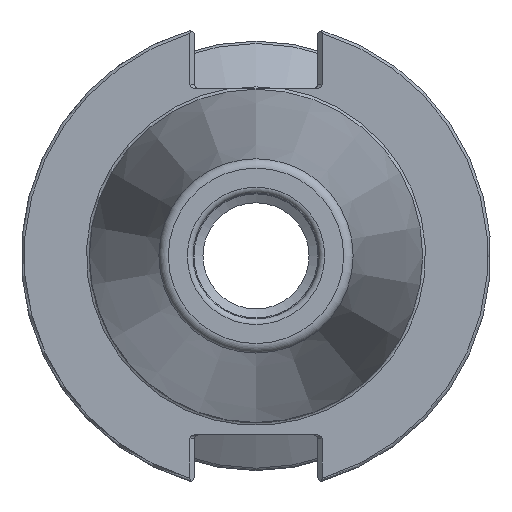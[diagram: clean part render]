
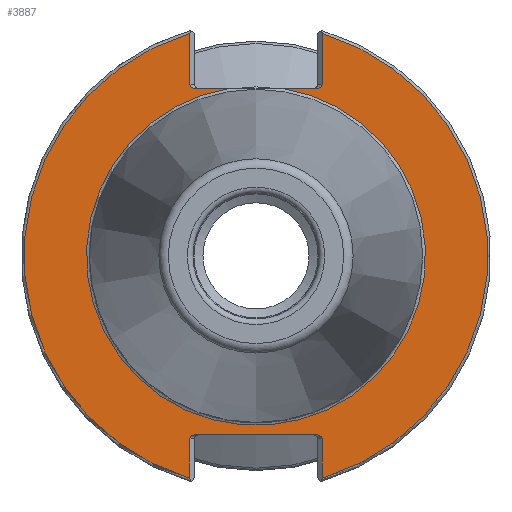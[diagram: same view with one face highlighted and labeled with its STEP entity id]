
A CAD part, left-side view. The second image highlights one B-rep face of the part: STEP entity #3887.
In plain terms, the highlighted planar face has unit normal (-1, 0, 0).
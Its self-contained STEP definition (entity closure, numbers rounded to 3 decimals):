
#9 = LINE ( 'NONE', #3519, #408 ) ;
#35 = VERTEX_POINT ( 'NONE', #2427 ) ;
#66 = ORIENTED_EDGE ( 'NONE', *, *, #1081, .T. ) ;
#126 = EDGE_CURVE ( 'NONE', #2433, #1940, #2568, .T. ) ;
#170 = EDGE_CURVE ( 'NONE', #1940, #3947, #232, .T. ) ;
#178 = VERTEX_POINT ( 'NONE', #1789 ) ;
#232 =( BOUNDED_CURVE ( )  B_SPLINE_CURVE ( 3, ( #1146, #2364, #1431, #1529 ),
 .UNSPECIFIED., .F., .T. ) 
 B_SPLINE_CURVE_WITH_KNOTS ( ( 4, 4 ),
 ( 4.712, 6.283 ),
 .UNSPECIFIED. ) 
 CURVE ( )  GEOMETRIC_REPRESENTATION_ITEM ( )  RATIONAL_B_SPLINE_CURVE ( ( 1., 0.805, 0.805, 1. ) ) 
 REPRESENTATION_ITEM ( '' )  );
#254 = VECTOR ( 'NONE', #3315, 1000. ) ;
#272 = DIRECTION ( 'NONE',  ( 0., 0., -1. ) ) ;
#327 = CARTESIAN_POINT ( 'NONE',  ( 3.175, 13.85, 35.9 ) ) ;
#349 = LINE ( 'NONE', #3621, #254 ) ;
#407 =( BOUNDED_CURVE ( )  B_SPLINE_CURVE ( 3, ( #1716, #3611, #2683, #3942 ),
 .UNSPECIFIED., .F., .T. ) 
 B_SPLINE_CURVE_WITH_KNOTS ( ( 4, 4 ),
 ( 3.142, 4.712 ),
 .UNSPECIFIED. ) 
 CURVE ( )  GEOMETRIC_REPRESENTATION_ITEM ( )  RATIONAL_B_SPLINE_CURVE ( ( 1., 0.805, 0.805, 1. ) ) 
 REPRESENTATION_ITEM ( '' )  );
#408 = VECTOR ( 'NONE', #3240, 1000. ) ;
#423 = CARTESIAN_POINT ( 'NONE',  ( 3.175, -13.85, -38.3 ) ) ;
#440 = CARTESIAN_POINT ( 'NONE',  ( 3.175, 13.381, -37.5 ) ) ;
#451 = CARTESIAN_POINT ( 'NONE',  ( 3.175, 13.85, -46.598 ) ) ;
#590 = VERTEX_POINT ( 'NONE', #1814 ) ;
#608 = VERTEX_POINT ( 'NONE', #2103 ) ;
#637 = CARTESIAN_POINT ( 'NONE',  ( 3.175, 35.525, 0. ) ) ;
#648 = VECTOR ( 'NONE', #1370, 1000. ) ;
#800 = CARTESIAN_POINT ( 'NONE',  ( 3.175, 35.525, 35.1 ) ) ;
#825 = EDGE_CURVE ( 'NONE', #1333, #1672, #2565, .T. ) ;
#889 = EDGE_CURVE ( 'NONE', #590, #3947, #3939, .T. ) ;
#907 = VECTOR ( 'NONE', #2727, 1000. ) ;
#941 = EDGE_CURVE ( 'NONE', #2433, #1476, #2666, .T. ) ;
#966 = EDGE_CURVE ( 'NONE', #3380, #1476, #9, .T. ) ;
#969 = DIRECTION ( 'NONE',  ( -1., 0., 0. ) ) ;
#972 = CARTESIAN_POINT ( 'NONE',  ( 3.175, -13.85, -38.3 ) ) ;
#994 = CARTESIAN_POINT ( 'NONE',  ( 3.175, -13.85, -46.598 ) ) ;
#1032 = AXIS2_PLACEMENT_3D ( 'NONE', #3594, #3253, #2366 ) ;
#1046 = EDGE_CURVE ( 'NONE', #178, #1672, #1240, .T. ) ;
#1058 = CARTESIAN_POINT ( 'NONE',  ( 3.175, -13.85, 0. ) ) ;
#1066 = CARTESIAN_POINT ( 'NONE',  ( 3.175, 13.85, -37.831 ) ) ;
#1081 = EDGE_CURVE ( 'NONE', #608, #178, #3889, .T. ) ;
#1146 = CARTESIAN_POINT ( 'NONE',  ( 3.175, 12.719, 35.1 ) ) ;
#1169 = CARTESIAN_POINT ( 'NONE',  ( 3.175, 0., 0. ) ) ;
#1195 = DIRECTION ( 'NONE',  ( -1., 0., 0. ) ) ;
#1240 =( BOUNDED_CURVE ( )  B_SPLINE_CURVE ( 3, ( #2915, #2561, #1964, #972 ),
 .UNSPECIFIED., .F., .F. ) 
 B_SPLINE_CURVE_WITH_KNOTS ( ( 4, 4 ),
 ( 4.712, 6.283 ),
 .UNSPECIFIED. ) 
 CURVE ( )  GEOMETRIC_REPRESENTATION_ITEM ( )  RATIONAL_B_SPLINE_CURVE ( ( 1., 0.805, 0.805, 1. ) ) 
 REPRESENTATION_ITEM ( '' )  );
#1268 = VECTOR ( 'NONE', #2054, 1000. ) ;
#1270 = ORIENTED_EDGE ( 'NONE', *, *, #966, .T. ) ;
#1331 = ORIENTED_EDGE ( 'NONE', *, *, #126, .T. ) ;
#1333 = VERTEX_POINT ( 'NONE', #994 ) ;
#1370 = DIRECTION ( 'NONE',  ( 0., 0., 1. ) ) ;
#1406 = CARTESIAN_POINT ( 'NONE',  ( 3.175, 13.85, -38.3 ) ) ;
#1431 = CARTESIAN_POINT ( 'NONE',  ( 3.175, 13.85, 35.431 ) ) ;
#1476 = VERTEX_POINT ( 'NONE', #2352 ) ;
#1529 = CARTESIAN_POINT ( 'NONE',  ( 3.175, 13.85, 35.9 ) ) ;
#1563 = DIRECTION ( 'NONE',  ( 1., 0., 0. ) ) ;
#1567 = EDGE_CURVE ( 'NONE', #35, #608, #3756, .T. ) ;
#1608 = LINE ( 'NONE', #1058, #648 ) ;
#1672 = VERTEX_POINT ( 'NONE', #423 ) ;
#1703 = EDGE_CURVE ( 'NONE', #1333, #3633, #2722, .T. ) ;
#1716 = CARTESIAN_POINT ( 'NONE',  ( 3.175, -13.85, 35.9 ) ) ;
#1720 = CARTESIAN_POINT ( 'NONE',  ( 3.175, 12.719, 35.1 ) ) ;
#1721 = ORIENTED_EDGE ( 'NONE', *, *, #889, .F. ) ;
#1722 = ORIENTED_EDGE ( 'NONE', *, *, #1567, .T. ) ;
#1731 = ORIENTED_EDGE ( 'NONE', *, *, #941, .F. ) ;
#1735 = ORIENTED_EDGE ( 'NONE', *, *, #3747, .T. ) ;
#1760 = EDGE_CURVE ( 'NONE', #2436, #35, #349, .T. ) ;
#1765 = FACE_OUTER_BOUND ( 'NONE', #2141, .T. ) ;
#1789 = CARTESIAN_POINT ( 'NONE',  ( 3.175, -12.719, -37.5 ) ) ;
#1814 = CARTESIAN_POINT ( 'NONE',  ( 3.175, 13.85, 46.598 ) ) ;
#1893 = CARTESIAN_POINT ( 'NONE',  ( 3.175, -12.719, 35.1 ) ) ;
#1906 = EDGE_CURVE ( 'NONE', #4052, #3633, #1608, .T. ) ;
#1934 = ORIENTED_EDGE ( 'NONE', *, *, #1906, .F. ) ;
#1940 = VERTEX_POINT ( 'NONE', #1720 ) ;
#1964 = CARTESIAN_POINT ( 'NONE',  ( 3.175, -13.85, -37.831 ) ) ;
#2054 = DIRECTION ( 'NONE',  ( 0., 0., 1. ) ) ;
#2103 = CARTESIAN_POINT ( 'NONE',  ( 3.175, 12.719, -37.5 ) ) ;
#2133 = CARTESIAN_POINT ( 'NONE',  ( 3.175, -13.85, 46.598 ) ) ;
#2141 = EDGE_LOOP ( 'NONE', ( #2602, #1722, #66, #2278, #2235, #3707, #1934, #3205, #1270, #1731, #1331, #3272, #1721, #1735 ) ) ;
#2213 = DIRECTION ( 'NONE',  ( 0., 0., -1. ) ) ;
#2235 = ORIENTED_EDGE ( 'NONE', *, *, #825, .F. ) ;
#2245 = CARTESIAN_POINT ( 'NONE',  ( 3.175, -13.85, -37.5 ) ) ;
#2278 = ORIENTED_EDGE ( 'NONE', *, *, #1046, .T. ) ;
#2352 = CARTESIAN_POINT ( 'NONE',  ( 3.175, -5.479, 35.1 ) ) ;
#2363 = CARTESIAN_POINT ( 'NONE',  ( 3.175, 5.479, 35.1 ) ) ;
#2364 = CARTESIAN_POINT ( 'NONE',  ( 3.175, 13.381, 35.1 ) ) ;
#2366 = DIRECTION ( 'NONE',  ( 0., 0., 1. ) ) ;
#2427 = CARTESIAN_POINT ( 'NONE',  ( 3.175, 13.85, -38.3 ) ) ;
#2433 = VERTEX_POINT ( 'NONE', #2363 ) ;
#2436 = VERTEX_POINT ( 'NONE', #451 ) ;
#2561 = CARTESIAN_POINT ( 'NONE',  ( 3.175, -13.381, -37.5 ) ) ;
#2565 = LINE ( 'NONE', #3944, #1268 ) ;
#2568 = LINE ( 'NONE', #800, #907 ) ;
#2602 = ORIENTED_EDGE ( 'NONE', *, *, #1760, .T. ) ;
#2666 = CIRCLE ( 'NONE', #2791, 35.525 ) ;
#2683 = CARTESIAN_POINT ( 'NONE',  ( 3.175, -13.381, 35.1 ) ) ;
#2718 = AXIS2_PLACEMENT_3D ( 'NONE', #637, #1563, #2213 ) ;
#2722 = CIRCLE ( 'NONE', #1032, 48.612 ) ;
#2727 = DIRECTION ( 'NONE',  ( 0., 1., 0. ) ) ;
#2791 = AXIS2_PLACEMENT_3D ( 'NONE', #3834, #969, #3225 ) ;
#2796 = AXIS2_PLACEMENT_3D ( 'NONE', #1169, #1195, #3746 ) ;
#2823 = VECTOR ( 'NONE', #3230, 1000. ) ;
#2915 = CARTESIAN_POINT ( 'NONE',  ( 3.175, -12.719, -37.5 ) ) ;
#3142 = PLANE ( 'NONE',  #2718 ) ;
#3205 = ORIENTED_EDGE ( 'NONE', *, *, #4063, .T. ) ;
#3225 = DIRECTION ( 'NONE',  ( 0., 0., 1. ) ) ;
#3230 = DIRECTION ( 'NONE',  ( 0., -1., 0. ) ) ;
#3240 = DIRECTION ( 'NONE',  ( 0., 1., 0. ) ) ;
#3253 = DIRECTION ( 'NONE',  ( -1., 0., 0. ) ) ;
#3272 = ORIENTED_EDGE ( 'NONE', *, *, #170, .T. ) ;
#3315 = DIRECTION ( 'NONE',  ( 0., 0., 1. ) ) ;
#3380 = VERTEX_POINT ( 'NONE', #1893 ) ;
#3484 = CIRCLE ( 'NONE', #2796, 48.612 ) ;
#3519 = CARTESIAN_POINT ( 'NONE',  ( 3.175, 35.525, 35.1 ) ) ;
#3594 = CARTESIAN_POINT ( 'NONE',  ( 3.175, 0., 0. ) ) ;
#3611 = CARTESIAN_POINT ( 'NONE',  ( 3.175, -13.85, 35.431 ) ) ;
#3621 = CARTESIAN_POINT ( 'NONE',  ( 3.175, 13.85, -49.212 ) ) ;
#3622 = CARTESIAN_POINT ( 'NONE',  ( 3.175, 12.719, -37.5 ) ) ;
#3633 = VERTEX_POINT ( 'NONE', #2133 ) ;
#3643 = CARTESIAN_POINT ( 'NONE',  ( 3.175, 13.85, 0. ) ) ;
#3707 = ORIENTED_EDGE ( 'NONE', *, *, #1703, .T. ) ;
#3746 = DIRECTION ( 'NONE',  ( 0., 0., 1. ) ) ;
#3747 = EDGE_CURVE ( 'NONE', #590, #2436, #3484, .T. ) ;
#3756 =( BOUNDED_CURVE ( )  B_SPLINE_CURVE ( 3, ( #1406, #1066, #440, #3622 ),
 .UNSPECIFIED., .F., .F. ) 
 B_SPLINE_CURVE_WITH_KNOTS ( ( 4, 4 ),
 ( 3.142, 4.712 ),
 .UNSPECIFIED. ) 
 CURVE ( )  GEOMETRIC_REPRESENTATION_ITEM ( )  RATIONAL_B_SPLINE_CURVE ( ( 1., 0.805, 0.805, 1. ) ) 
 REPRESENTATION_ITEM ( '' )  );
#3834 = CARTESIAN_POINT ( 'NONE',  ( 3.175, 0., 0. ) ) ;
#3848 = CARTESIAN_POINT ( 'NONE',  ( 3.175, -13.85, 35.9 ) ) ;
#3887 = ADVANCED_FACE ( 'NONE', ( #1765 ), #3142, .F. ) ;
#3889 = LINE ( 'NONE', #2245, #2823 ) ;
#3939 = LINE ( 'NONE', #3643, #3991 ) ;
#3942 = CARTESIAN_POINT ( 'NONE',  ( 3.175, -12.719, 35.1 ) ) ;
#3944 = CARTESIAN_POINT ( 'NONE',  ( 3.175, -13.85, -49.212 ) ) ;
#3947 = VERTEX_POINT ( 'NONE', #327 ) ;
#3991 = VECTOR ( 'NONE', #272, 1000. ) ;
#4052 = VERTEX_POINT ( 'NONE', #3848 ) ;
#4063 = EDGE_CURVE ( 'NONE', #4052, #3380, #407, .T. ) ;
